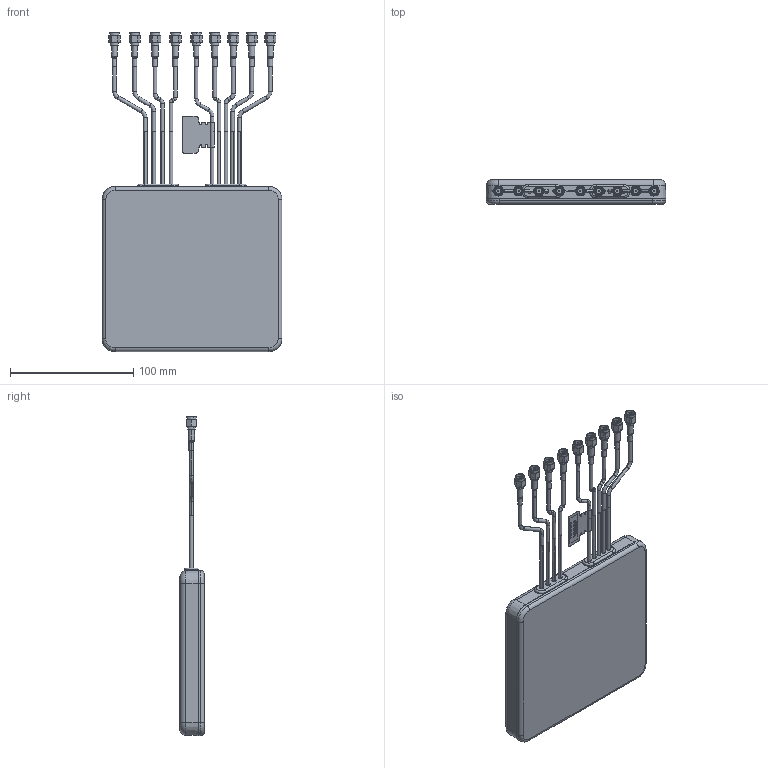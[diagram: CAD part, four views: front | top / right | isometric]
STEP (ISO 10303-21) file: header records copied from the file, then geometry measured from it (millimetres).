
FILE_DESCRIPTION (( 'STEP AP214' ), '1' );
FILE_NAME ('MA990.A.001_Web.STEP', '2024-07-25T03:51:55', ( '' ), ( '' ), 'SwSTEP 2.0', 'SolidWorks 2022', '' );
FILE_SCHEMA (( 'AUTOMOTIVE_DESIGN' ));
Length unit declared in the file: millimetre
Products named in the file (1): MA990.A.001_Web
Bounding box: 146.05 x 20.11 x 259.16 mm (x, y, z)
Surface area: 69091.2 mm2 (no closed solid volume)
Topology: 0 solids, 141 shells, 850 faces, 3345 edges, 2646 vertices
Faces by surface type: cylinder 272, plane 216, bspline 146, torus 113, cone 103
Entity records: 52664 total; most frequent: CARTESIAN_POINT 17699, DIRECTION 4851, ORIENTED_EDGE 4788, EDGE_CURVE 3345, VERTEX_POINT 2646, AXIS2_PLACEMENT_3D 1794, VECTOR 1263, LINE 1263
